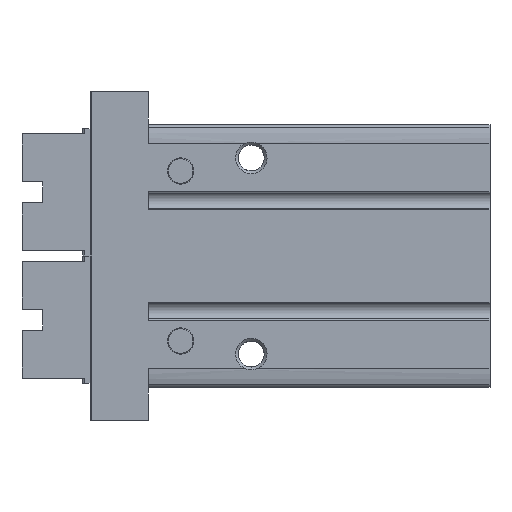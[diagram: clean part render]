
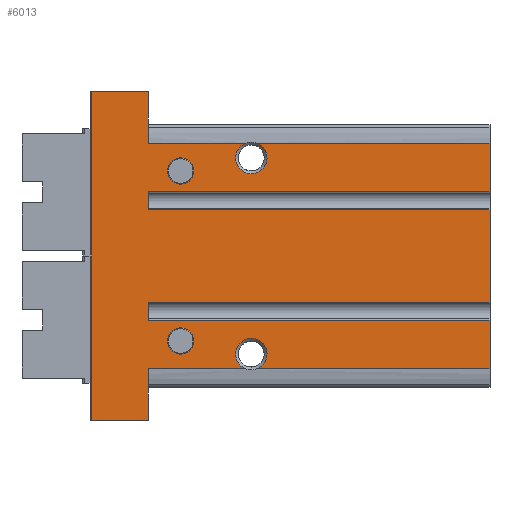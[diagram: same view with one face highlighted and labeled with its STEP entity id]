
A CAD part, left-side view. The second image highlights one B-rep face of the part: STEP entity #6013.
In plain terms, the highlighted face is planar.
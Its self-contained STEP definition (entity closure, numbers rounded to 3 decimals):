
#84=PLANE('',#6515);
#322=LINE('',#9177,#838);
#358=LINE('',#9331,#874);
#363=LINE('',#9355,#879);
#396=LINE('',#9498,#912);
#398=LINE('',#9503,#914);
#399=LINE('',#9511,#915);
#401=LINE('',#9516,#917);
#405=LINE('',#9530,#921);
#406=LINE('',#9532,#922);
#407=LINE('',#9534,#923);
#408=LINE('',#9535,#924);
#409=LINE('',#9537,#925);
#410=LINE('',#9539,#926);
#411=LINE('',#9541,#927);
#412=LINE('',#9543,#928);
#413=LINE('',#9545,#929);
#414=LINE('',#9547,#930);
#415=LINE('',#9549,#931);
#838=VECTOR('',#7195,1000.);
#874=VECTOR('',#7315,1000.);
#879=VECTOR('',#7334,1000.);
#912=VECTOR('',#7429,1000.);
#914=VECTOR('',#7433,1000.);
#915=VECTOR('',#7436,1000.);
#917=VECTOR('',#7440,1000.);
#921=VECTOR('',#7456,1000.);
#922=VECTOR('',#7457,1000.);
#923=VECTOR('',#7458,1000.);
#924=VECTOR('',#7459,1000.);
#925=VECTOR('',#7460,1000.);
#926=VECTOR('',#7461,1000.);
#927=VECTOR('',#7464,1000.);
#928=VECTOR('',#7465,1000.);
#929=VECTOR('',#7466,1000.);
#930=VECTOR('',#7467,1000.);
#931=VECTOR('',#7468,1000.);
#1590=ORIENTED_EDGE('',*,*,#3077,.F.);
#1591=ORIENTED_EDGE('',*,*,#3081,.F.);
#1592=ORIENTED_EDGE('',*,*,#3138,.T.);
#1593=ORIENTED_EDGE('',*,*,#3305,.F.);
#1594=ORIENTED_EDGE('',*,*,#3306,.T.);
#1595=ORIENTED_EDGE('',*,*,#3307,.T.);
#1596=ORIENTED_EDGE('',*,*,#3228,.T.);
#1597=ORIENTED_EDGE('',*,*,#3308,.F.);
#1598=ORIENTED_EDGE('',*,*,#3309,.T.);
#1599=ORIENTED_EDGE('',*,*,#3310,.T.);
#1600=ORIENTED_EDGE('',*,*,#3216,.T.);
#1601=ORIENTED_EDGE('',*,*,#3295,.F.);
#1602=ORIENTED_EDGE('',*,*,#3311,.F.);
#1603=ORIENTED_EDGE('',*,*,#3298,.F.);
#1604=ORIENTED_EDGE('',*,*,#3312,.F.);
#1605=ORIENTED_EDGE('',*,*,#3313,.F.);
#1606=ORIENTED_EDGE('',*,*,#3314,.T.);
#1607=ORIENTED_EDGE('',*,*,#3315,.T.);
#1608=ORIENTED_EDGE('',*,*,#3316,.F.);
#1609=ORIENTED_EDGE('',*,*,#3290,.T.);
#1610=ORIENTED_EDGE('',*,*,#3317,.F.);
#1611=ORIENTED_EDGE('',*,*,#3293,.T.);
#3077=EDGE_CURVE('',#3952,#3952,#4565,.T.);
#3081=EDGE_CURVE('',#3956,#3956,#4569,.T.);
#3138=EDGE_CURVE('',#4006,#4005,#322,.T.);
#3216=EDGE_CURVE('',#4082,#4081,#358,.T.);
#3228=EDGE_CURVE('',#4094,#4093,#363,.T.);
#3290=EDGE_CURVE('',#4145,#4143,#396,.T.);
#3293=EDGE_CURVE('',#4144,#4006,#398,.T.);
#3295=EDGE_CURVE('',#4147,#4081,#399,.T.);
#3298=EDGE_CURVE('',#4150,#4148,#401,.T.);
#3305=EDGE_CURVE('',#4155,#4005,#405,.T.);
#3306=EDGE_CURVE('',#4155,#4156,#406,.T.);
#3307=EDGE_CURVE('',#4156,#4094,#407,.T.);
#3308=EDGE_CURVE('',#4157,#4093,#408,.T.);
#3309=EDGE_CURVE('',#4157,#4158,#409,.T.);
#3310=EDGE_CURVE('',#4158,#4082,#410,.T.);
#3311=EDGE_CURVE('',#4148,#4147,#4661,.T.);
#3312=EDGE_CURVE('',#4159,#4150,#411,.T.);
#3313=EDGE_CURVE('',#4160,#4159,#412,.T.);
#3314=EDGE_CURVE('',#4160,#4161,#413,.T.);
#3315=EDGE_CURVE('',#4161,#4162,#414,.T.);
#3316=EDGE_CURVE('',#4145,#4162,#415,.T.);
#3317=EDGE_CURVE('',#4144,#4143,#4662,.F.);
#3952=VERTEX_POINT('',#9008);
#3956=VERTEX_POINT('',#9018);
#4005=VERTEX_POINT('',#9176);
#4006=VERTEX_POINT('',#9178);
#4081=VERTEX_POINT('',#9330);
#4082=VERTEX_POINT('',#9332);
#4093=VERTEX_POINT('',#9354);
#4094=VERTEX_POINT('',#9356);
#4143=VERTEX_POINT('',#9496);
#4144=VERTEX_POINT('',#9497);
#4145=VERTEX_POINT('',#9499);
#4147=VERTEX_POINT('',#9509);
#4148=VERTEX_POINT('',#9510);
#4150=VERTEX_POINT('',#9515);
#4155=VERTEX_POINT('',#9531);
#4156=VERTEX_POINT('',#9533);
#4157=VERTEX_POINT('',#9536);
#4158=VERTEX_POINT('',#9538);
#4159=VERTEX_POINT('',#9542);
#4160=VERTEX_POINT('',#9544);
#4161=VERTEX_POINT('',#9546);
#4162=VERTEX_POINT('',#9548);
#4565=CIRCLE('',#6392,2.5);
#4569=CIRCLE('',#6398,2.5);
#4661=CIRCLE('',#6516,3.);
#4662=CIRCLE('',#6517,3.);
#4938=EDGE_LOOP('',(#1590));
#4939=EDGE_LOOP('',(#1591));
#4940=EDGE_LOOP('',(#1592,#1593,#1594,#1595,#1596,#1597,#1598,#1599,#1600,
#1601,#1602,#1603,#1604,#1605,#1606,#1607,#1608,#1609,#1610,#1611));
#5410=FACE_BOUND('',#4938,.T.);
#5411=FACE_BOUND('',#4939,.T.);
#5412=FACE_BOUND('',#4940,.T.);
#6013=ADVANCED_FACE('',(#5410,#5411,#5412),#84,.F.);
#6392=AXIS2_PLACEMENT_3D('',#9007,#7096,#7097);
#6398=AXIS2_PLACEMENT_3D('',#9017,#7108,#7109);
#6515=AXIS2_PLACEMENT_3D('',#9529,#7454,#7455);
#6516=AXIS2_PLACEMENT_3D('',#9540,#7462,#7463);
#6517=AXIS2_PLACEMENT_3D('',#9550,#7469,#7470);
#7096=DIRECTION('',(0.,0.,1.));
#7097=DIRECTION('',(1.,0.,0.));
#7108=DIRECTION('',(0.,0.,1.));
#7109=DIRECTION('',(1.,0.,0.));
#7195=DIRECTION('',(1.,0.,0.));
#7315=DIRECTION('',(1.,0.,0.));
#7334=DIRECTION('',(1.,0.,0.));
#7429=DIRECTION('',(0.,-1.,0.));
#7433=DIRECTION('',(0.,-1.,0.));
#7436=DIRECTION('',(0.,-1.,0.));
#7440=DIRECTION('',(0.,-1.,0.));
#7454=DIRECTION('',(0.,0.,-1.));
#7455=DIRECTION('',(-1.,0.,0.));
#7456=DIRECTION('',(0.,-1.,0.));
#7457=DIRECTION('',(1.,0.,0.));
#7458=DIRECTION('',(0.,-1.,0.));
#7459=DIRECTION('',(0.,-1.,0.));
#7460=DIRECTION('',(1.,0.,0.));
#7461=DIRECTION('',(0.,-1.,0.));
#7462=DIRECTION('',(0.,0.,1.));
#7463=DIRECTION('',(1.,0.,0.));
#7464=DIRECTION('',(-1.,0.,0.));
#7465=DIRECTION('',(0.,-1.,0.));
#7466=DIRECTION('',(-1.,0.,0.));
#7467=DIRECTION('',(0.,-1.,0.));
#7468=DIRECTION('',(-1.,0.,0.));
#7469=DIRECTION('',(0.,0.,-1.));
#7470=DIRECTION('',(-1.,0.,0.));
#9007=CARTESIAN_POINT('',(-16.2,58.96,16.5));
#9008=CARTESIAN_POINT('',(-13.7,58.96,16.5));
#9017=CARTESIAN_POINT('',(16.2,58.96,16.5));
#9018=CARTESIAN_POINT('',(18.7,58.96,16.5));
#9176=CARTESIAN_POINT('',(-12.2,0.,16.5));
#9177=CARTESIAN_POINT('',(-21.5,0.,16.5));
#9178=CARTESIAN_POINT('',(-21.5,0.,16.5));
#9330=CARTESIAN_POINT('',(21.5,0.,16.5));
#9331=CARTESIAN_POINT('',(-21.5,0.,16.5));
#9332=CARTESIAN_POINT('',(12.2,0.,16.5));
#9354=CARTESIAN_POINT('',(8.8,0.,16.5));
#9355=CARTESIAN_POINT('',(-21.5,0.,16.5));
#9356=CARTESIAN_POINT('',(-8.8,0.,16.5));
#9496=CARTESIAN_POINT('',(-21.5,46.577,16.5));
#9497=CARTESIAN_POINT('',(-21.5,44.423,16.5));
#9498=CARTESIAN_POINT('',(-21.5,65.1,16.5));
#9499=CARTESIAN_POINT('',(-21.5,65.1,16.5));
#9503=CARTESIAN_POINT('',(-21.5,65.1,16.5));
#9509=CARTESIAN_POINT('',(21.5,44.423,16.5));
#9510=CARTESIAN_POINT('',(21.5,46.577,16.5));
#9511=CARTESIAN_POINT('',(21.5,65.1,16.5));
#9515=CARTESIAN_POINT('',(21.5,65.1,16.5));
#9516=CARTESIAN_POINT('',(21.5,65.1,16.5));
#9529=CARTESIAN_POINT('',(-21.5,65.1,16.5));
#9530=CARTESIAN_POINT('',(-12.2,65.1,16.5));
#9531=CARTESIAN_POINT('',(-12.2,65.1,16.5));
#9532=CARTESIAN_POINT('',(-12.2,65.1,16.5));
#9533=CARTESIAN_POINT('',(-8.8,65.1,16.5));
#9534=CARTESIAN_POINT('',(-8.8,65.1,16.5));
#9535=CARTESIAN_POINT('',(8.8,65.1,16.5));
#9536=CARTESIAN_POINT('',(8.8,65.1,16.5));
#9537=CARTESIAN_POINT('',(8.8,65.1,16.5));
#9538=CARTESIAN_POINT('',(12.2,65.1,16.5));
#9539=CARTESIAN_POINT('',(12.2,65.1,16.5));
#9540=CARTESIAN_POINT('',(18.7,45.5,16.5));
#9541=CARTESIAN_POINT('',(31.3,65.1,16.5));
#9542=CARTESIAN_POINT('',(31.3,65.1,16.5));
#9543=CARTESIAN_POINT('',(31.3,75.9,16.5));
#9544=CARTESIAN_POINT('',(31.3,75.9,16.5));
#9545=CARTESIAN_POINT('',(31.3,75.9,16.5));
#9546=CARTESIAN_POINT('',(-31.3,75.9,16.5));
#9547=CARTESIAN_POINT('',(-31.3,75.9,16.5));
#9548=CARTESIAN_POINT('',(-31.3,65.1,16.5));
#9549=CARTESIAN_POINT('',(31.3,65.1,16.5));
#9550=CARTESIAN_POINT('',(-18.7,45.5,16.5));
